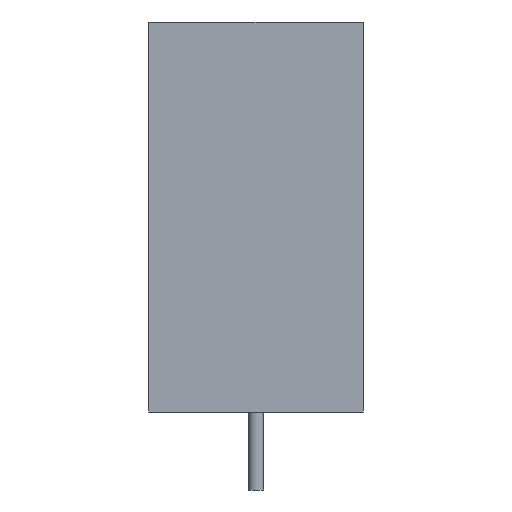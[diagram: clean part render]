
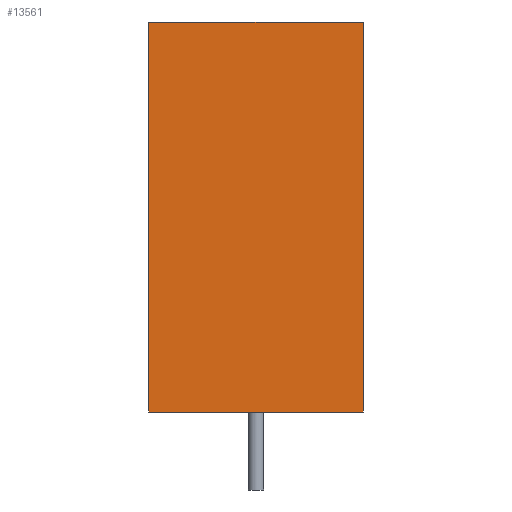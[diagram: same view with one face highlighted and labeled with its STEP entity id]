
A CAD part, left-side view. The second image highlights one B-rep face of the part: STEP entity #13561.
In plain terms, the highlighted planar face has unit normal (-1, 0, 0).
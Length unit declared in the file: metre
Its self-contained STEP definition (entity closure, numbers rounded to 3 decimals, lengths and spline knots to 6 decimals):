
#1174=LINE('',#22275,#2247);
#1175=LINE('',#22278,#2248);
#1176=LINE('',#22280,#2249);
#1177=LINE('',#22282,#2250);
#2247=VECTOR('',#15818,1.);
#2248=VECTOR('',#15819,1.);
#2249=VECTOR('',#15820,1.);
#2250=VECTOR('',#15821,1.);
#2835=PLANE('',#14076);
#4684=ORIENTED_EDGE('',*,*,#6686,.T.);
#4685=ORIENTED_EDGE('',*,*,#6687,.F.);
#4686=ORIENTED_EDGE('',*,*,#6688,.F.);
#4687=ORIENTED_EDGE('',*,*,#6689,.T.);
#6686=EDGE_CURVE('',#7669,#7670,#1174,.T.);
#6687=EDGE_CURVE('',#7671,#7670,#1175,.T.);
#6688=EDGE_CURVE('',#7672,#7671,#1176,.T.);
#6689=EDGE_CURVE('',#7672,#7669,#1177,.T.);
#7669=VERTEX_POINT('',#22276);
#7670=VERTEX_POINT('',#22277);
#7671=VERTEX_POINT('',#22279);
#7672=VERTEX_POINT('',#22281);
#8380=EDGE_LOOP('',(#4684,#4685,#4686,#4687));
#9047=FACE_BOUND('',#8380,.T.);
#13561=ADVANCED_FACE('',(#9047),#2835,.F.);
#14076=AXIS2_PLACEMENT_3D('',#22274,#15816,#15817);
#15816=DIRECTION('',(1.,0.,0.));
#15817=DIRECTION('',(0.,0.,-1.));
#15818=DIRECTION('',(0.,0.,-1.));
#15819=DIRECTION('',(0.,1.,0.));
#15820=DIRECTION('',(0.,0.,-1.));
#15821=DIRECTION('',(0.,1.,0.));
#22274=CARTESIAN_POINT('',(-0.016,-0.0055,-0.002327));
#22275=CARTESIAN_POINT('',(-0.016,0.0055,-0.002327));
#22276=CARTESIAN_POINT('',(-0.016,0.0055,-0.002327));
#22277=CARTESIAN_POINT('',(-0.016,0.0055,-0.022327));
#22278=CARTESIAN_POINT('',(-0.016,-0.0055,-0.022327));
#22279=CARTESIAN_POINT('',(-0.016,-0.0055,-0.022327));
#22280=CARTESIAN_POINT('',(-0.016,-0.0055,-0.002327));
#22281=CARTESIAN_POINT('',(-0.016,-0.0055,-0.002327));
#22282=CARTESIAN_POINT('',(-0.016,-0.0055,-0.002327));
